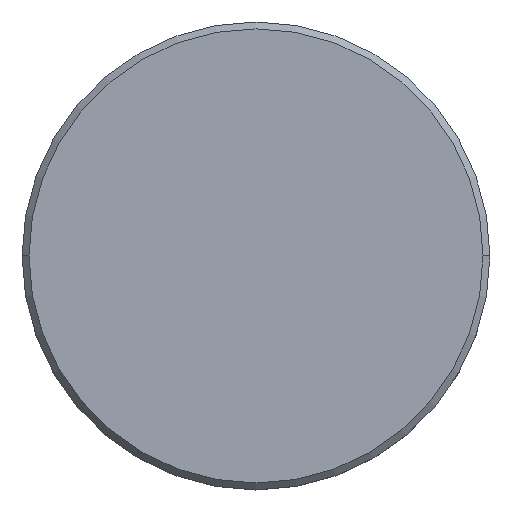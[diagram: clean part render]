
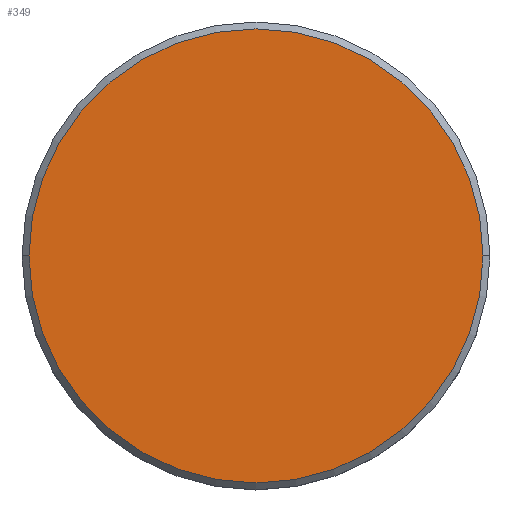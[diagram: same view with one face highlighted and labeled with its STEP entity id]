
A CAD part, top view. The second image highlights one B-rep face of the part: STEP entity #349.
In plain terms, the highlighted planar face has unit normal (0, 0, 1).
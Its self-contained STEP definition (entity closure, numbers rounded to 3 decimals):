
#21 = EDGE_LOOP ( 'NONE', ( #937, #709 ) ) ;
#22 = DIRECTION ( 'NONE',  ( 0., 0., 1. ) ) ;
#39 = DIRECTION ( 'NONE',  ( 0., 0., 1. ) ) ;
#46 = CARTESIAN_POINT ( 'NONE',  ( 16.5, 0., 0. ) ) ;
#78 = VERTEX_POINT ( 'NONE', #794 ) ;
#106 = PLANE ( 'NONE',  #205 ) ;
#205 = AXIS2_PLACEMENT_3D ( 'NONE', #659, #208, #1114 ) ;
#208 = DIRECTION ( 'NONE',  ( 0., 0., 1. ) ) ;
#274 = CIRCLE ( 'NONE', #742, 16.5 ) ;
#290 = DIRECTION ( 'NONE',  ( 1., 0., 0. ) ) ;
#349 = ADVANCED_FACE ( 'NONE', ( #940 ), #106, .T. ) ;
#384 = EDGE_CURVE ( 'NONE', #999, #78, #962, .T. ) ;
#409 = DIRECTION ( 'NONE',  ( 1., 0., 0. ) ) ;
#467 = CARTESIAN_POINT ( 'NONE',  ( 0., 0., 0. ) ) ;
#498 = CARTESIAN_POINT ( 'NONE',  ( 0., 0., 0. ) ) ;
#659 = CARTESIAN_POINT ( 'NONE',  ( 0., 0., 0. ) ) ;
#709 = ORIENTED_EDGE ( 'NONE', *, *, #384, .T. ) ;
#726 = AXIS2_PLACEMENT_3D ( 'NONE', #467, #22, #290 ) ;
#742 = AXIS2_PLACEMENT_3D ( 'NONE', #498, #39, #409 ) ;
#794 = CARTESIAN_POINT ( 'NONE',  ( -16.5, 0., 0. ) ) ;
#937 = ORIENTED_EDGE ( 'NONE', *, *, #1022, .T. ) ;
#940 = FACE_OUTER_BOUND ( 'NONE', #21, .T. ) ;
#962 = CIRCLE ( 'NONE', #726, 16.5 ) ;
#999 = VERTEX_POINT ( 'NONE', #46 ) ;
#1022 = EDGE_CURVE ( 'NONE', #78, #999, #274, .T. ) ;
#1114 = DIRECTION ( 'NONE',  ( 1., 0., 0. ) ) ;
